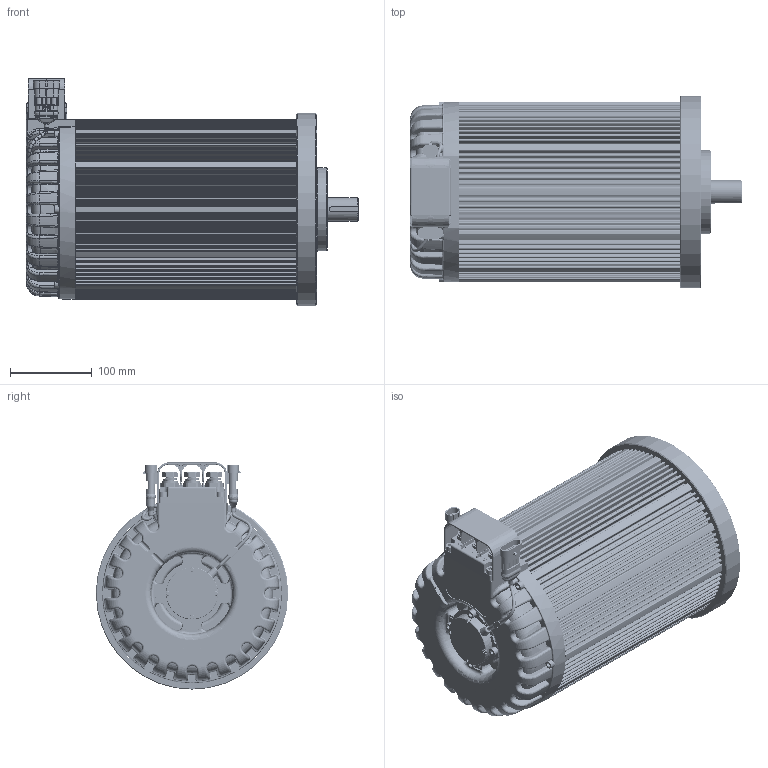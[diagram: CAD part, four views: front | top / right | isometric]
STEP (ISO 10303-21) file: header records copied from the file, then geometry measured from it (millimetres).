
FILE_DESCRIPTION(/* description */ (''),/* implementation_level */ '2;1');
FILE_NAME(/* name */ 'MT17466666667.stp',/* time_stamp */ '2017-10-30T12:07:35+01:00',/* author */ (''),/* organization */ (''),/* preprocessor_version */ 'ST-DEVELOPER v16',/* originating_system */ 'SIEMENS PLM Software NX 11.0',/* authorisation */ '');
FILE_SCHEMA (('AUTOMOTIVE_DESIGN { 1 0 10303 214 3 1 1 1 }'));
Products named in the file (1): CARL15F41043mli5
Bounding box: 405.5 x 235 x 277.5 mm (x, y, z)
Volume: 2867909.5 mm3; surface area: 1188728.7 mm2
Topology: 69 solids, 69 shells, 4125 faces, 10592 edges, 6552 vertices
Faces by surface type: cylinder 1505, plane 1418, bspline 501, torus 327, cone 302, sphere 66, extrusion 6
Full cylindrical faces by diameter (mm): 1.5 x2, 2.5 x7, 3 x4, 3.5 x4, 4 x5, 4.2 x3, 5 x4, 5.5 x26, 6 x21, 6.4 x4, 6.5 x12, 6.55 x1, 7.5 x1, 7.95 x4, 8.5 x1, 8.8 x3, 10 x23, 10.5 x3, 11 x8, 14 x3, 15 x1, 16 x3, 16.782 x3, 18 x3, 20 x3, 21 x6, 22 x12, 24 x6, 28.175 x1, 28.575 x1
Entity records: 136710 total; most frequent: CARTESIAN_POINT 39139, DIRECTION 20359, ORIENTED_EDGE 19790, EDGE_CURVE 9895, AXIS2_PLACEMENT_3D 7977, VERTEX_POINT 6410, EDGE_LOOP 4774, VECTOR 4405
